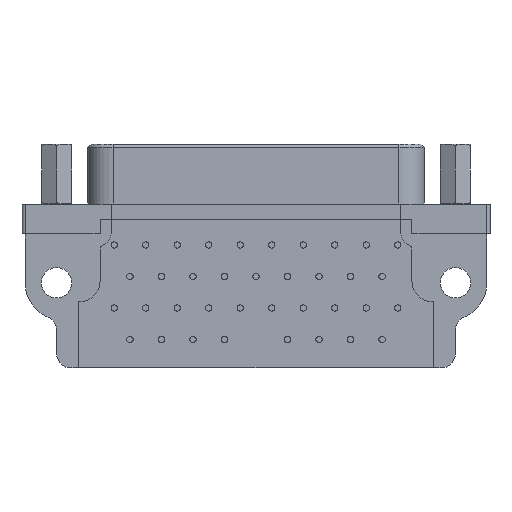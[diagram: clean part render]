
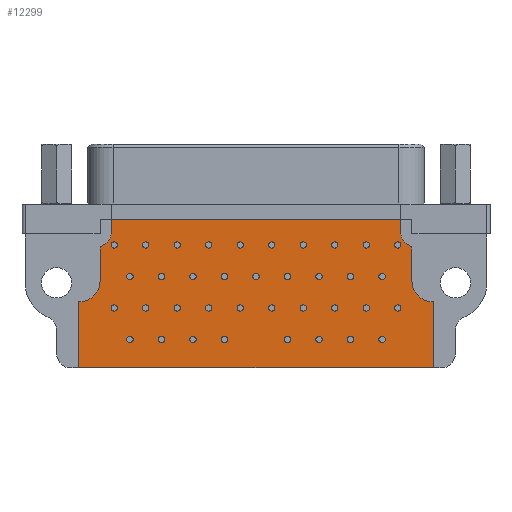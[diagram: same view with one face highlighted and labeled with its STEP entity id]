
A CAD part, front view. The second image highlights one B-rep face of the part: STEP entity #12299.
In plain terms, the highlighted planar face has unit normal (0, -1, 0).
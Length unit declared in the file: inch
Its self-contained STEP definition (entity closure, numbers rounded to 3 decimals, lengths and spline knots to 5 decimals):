
#109 = CARTESIAN_POINT ( 'NONE',  ( 0.49475, 0.025, 0.01877 ) ) ;
#116 = CARTESIAN_POINT ( 'NONE',  ( -0.45975, 0.025, 0.115 ) ) ;
#166 = EDGE_CURVE ( 'NONE', #17962, #16671, #5590, .T. ) ;
#176 = DIRECTION ( 'NONE',  ( 0., 0., -1. ) ) ;
#534 = CARTESIAN_POINT ( 'NONE',  ( -0.45975, 0.025, 0.115 ) ) ;
#616 = VERTEX_POINT ( 'NONE', #13949 ) ;
#735 = ORIENTED_EDGE ( 'NONE', *, *, #10985, .F. ) ;
#1198 = CARTESIAN_POINT ( 'NONE',  ( -0.5625, 0.025, -0.355 ) ) ;
#1548 = VECTOR ( 'NONE', #6220, 39.37008 ) ;
#1814 = AXIS2_PLACEMENT_3D ( 'NONE', #16251, #17743, #3554 ) ;
#1989 = CARTESIAN_POINT ( 'NONE',  ( -0.49475, 0.025, 0.07 ) ) ;
#2154 = CARTESIAN_POINT ( 'NONE',  ( -0.5625, 0.025, -0.355 ) ) ;
#2171 = EDGE_CURVE ( 'NONE', #12307, #15919, #11563, .T. ) ;
#2309 = DIRECTION ( 'NONE',  ( 0., 0., -1. ) ) ;
#2808 = VECTOR ( 'NONE', #18054, 39.37008 ) ;
#2959 = CIRCLE ( 'NONE', #11032, 0.035 ) ;
#3075 = DIRECTION ( 'NONE',  ( 0., 0., -1. ) ) ;
#3124 = ORIENTED_EDGE ( 'NONE', *, *, #7612, .T. ) ;
#3164 = CARTESIAN_POINT ( 'NONE',  ( -0.5625, 0.025, -0.14493 ) ) ;
#3372 = CARTESIAN_POINT ( 'NONE',  ( -0.49475, 0.025, -0.07999 ) ) ;
#3495 = VERTEX_POINT ( 'NONE', #19856 ) ;
#3554 = DIRECTION ( 'NONE',  ( 0., 0., 1. ) ) ;
#3580 = DIRECTION ( 'NONE',  ( 0., -1., 0. ) ) ;
#3582 = ORIENTED_EDGE ( 'NONE', *, *, #20287, .T. ) ;
#3802 = CARTESIAN_POINT ( 'NONE',  ( -0.55975, 0.025, -0.07999 ) ) ;
#3820 = DIRECTION ( 'NONE',  ( 0., 1., 0. ) ) ;
#4507 = VECTOR ( 'NONE', #19713, 39.37008 ) ;
#4981 = DIRECTION ( 'NONE',  ( 1., 0., 0. ) ) ;
#5052 = EDGE_CURVE ( 'NONE', #616, #16429, #7934, .T. ) ;
#5101 = CARTESIAN_POINT ( 'NONE',  ( 0.45975, 0.025, 0.07 ) ) ;
#5202 = CARTESIAN_POINT ( 'NONE',  ( -0.5625, 0.025, -0.14493 ) ) ;
#5590 = CIRCLE ( 'NONE', #10222, 0.02 ) ;
#5734 = CARTESIAN_POINT ( 'NONE',  ( 0.47475, 0.025, 0.01877 ) ) ;
#5800 = DIRECTION ( 'NONE',  ( 0., 0., -1. ) ) ;
#6220 = DIRECTION ( 'NONE',  ( 0., 0., -1. ) ) ;
#6413 = EDGE_CURVE ( 'NONE', #3495, #16315, #18041, .T. ) ;
#6419 = VECTOR ( 'NONE', #4981, 39.37008 ) ;
#6498 = LINE ( 'NONE', #6999, #4507 ) ;
#6926 = VECTOR ( 'NONE', #176, 39.37008 ) ;
#6999 = CARTESIAN_POINT ( 'NONE',  ( 0.45975, 0.025, 0.115 ) ) ;
#7092 = CARTESIAN_POINT ( 'NONE',  ( 0.45975, 0.025, 0.115 ) ) ;
#7545 = DIRECTION ( 'NONE',  ( 0., 0., -1. ) ) ;
#7612 = EDGE_CURVE ( 'NONE', #16671, #8654, #18754, .T. ) ;
#7934 = CIRCLE ( 'NONE', #1814, 0.065 ) ;
#7956 = CARTESIAN_POINT ( 'NONE',  ( 0.5625, 0.025, -0.14493 ) ) ;
#8003 = VECTOR ( 'NONE', #9434, 39.37008 ) ;
#8654 = VERTEX_POINT ( 'NONE', #5101 ) ;
#8836 = CARTESIAN_POINT ( 'NONE',  ( 0.5625, 0.025, -0.355 ) ) ;
#9202 = LINE ( 'NONE', #3372, #6926 ) ;
#9212 = CIRCLE ( 'NONE', #11335, 0.065 ) ;
#9374 = EDGE_CURVE ( 'NONE', #13974, #8654, #6498, .T. ) ;
#9434 = DIRECTION ( 'NONE',  ( 0., 0., 1. ) ) ;
#9531 = ORIENTED_EDGE ( 'NONE', *, *, #17741, .T. ) ;
#9548 = LINE ( 'NONE', #3164, #1548 ) ;
#9776 = VERTEX_POINT ( 'NONE', #18251 ) ;
#10222 = AXIS2_PLACEMENT_3D ( 'NONE', #5734, #20323, #7545 ) ;
#10504 = CARTESIAN_POINT ( 'NONE',  ( -0.45975, 0.025, 0.115 ) ) ;
#10557 = AXIS2_PLACEMENT_3D ( 'NONE', #17771, #3580, #14747 ) ;
#10704 = LINE ( 'NONE', #116, #6419 ) ;
#10932 = EDGE_CURVE ( 'NONE', #16315, #616, #9202, .T. ) ;
#10985 = EDGE_CURVE ( 'NONE', #12307, #13974, #10704, .T. ) ;
#10997 = EDGE_CURVE ( 'NONE', #15919, #3495, #2959, .T. ) ;
#11032 = AXIS2_PLACEMENT_3D ( 'NONE', #1989, #11626, #16400 ) ;
#11039 = CARTESIAN_POINT ( 'NONE',  ( 0.49475, 0.025, 0.07 ) ) ;
#11065 = VECTOR ( 'NONE', #5800, 39.37008 ) ;
#11107 = LINE ( 'NONE', #16109, #13832 ) ;
#11146 = FACE_OUTER_BOUND ( 'NONE', #12752, .T. ) ;
#11186 = VERTEX_POINT ( 'NONE', #15217 ) ;
#11335 = AXIS2_PLACEMENT_3D ( 'NONE', #11659, #3820, #2309 ) ;
#11563 = LINE ( 'NONE', #10504, #11065 ) ;
#11604 = ORIENTED_EDGE ( 'NONE', *, *, #10997, .T. ) ;
#11626 = DIRECTION ( 'NONE',  ( 0., 1., 0. ) ) ;
#11659 = CARTESIAN_POINT ( 'NONE',  ( 0.55975, 0.025, -0.07999 ) ) ;
#11755 = LINE ( 'NONE', #7956, #8003 ) ;
#12299 = ADVANCED_FACE ( 'NONE', ( #11146 ), #13313, .T. ) ;
#12307 = VERTEX_POINT ( 'NONE', #534 ) ;
#12441 = DIRECTION ( 'NONE',  ( 0., 1., 0. ) ) ;
#12752 = EDGE_LOOP ( 'NONE', ( #19664, #9531, #12849, #16323, #18206, #3582, #20369, #3124, #17464, #735, #20216, #11604, #17783, #19491 ) ) ;
#12793 = VERTEX_POINT ( 'NONE', #1198 ) ;
#12849 = ORIENTED_EDGE ( 'NONE', *, *, #17340, .T. ) ;
#13313 = PLANE ( 'NONE',  #15821 ) ;
#13759 = EDGE_CURVE ( 'NONE', #11186, #9776, #9212, .T. ) ;
#13832 = VECTOR ( 'NONE', #14527, 39.37008 ) ;
#13949 = CARTESIAN_POINT ( 'NONE',  ( -0.49475, 0.025, -0.07999 ) ) ;
#13974 = VERTEX_POINT ( 'NONE', #7092 ) ;
#14527 = DIRECTION ( 'NONE',  ( 0., 0., 1. ) ) ;
#14747 = DIRECTION ( 'NONE',  ( 0., 0., 1. ) ) ;
#14759 = DIRECTION ( 'NONE',  ( 0., 0., 1. ) ) ;
#14958 = DIRECTION ( 'NONE',  ( 0., -1., 0. ) ) ;
#15217 = CARTESIAN_POINT ( 'NONE',  ( 0.5625, 0.025, -0.14493 ) ) ;
#15821 = AXIS2_PLACEMENT_3D ( 'NONE', #3802, #14958, #14759 ) ;
#15919 = VERTEX_POINT ( 'NONE', #16582 ) ;
#16109 = CARTESIAN_POINT ( 'NONE',  ( 0.49475, 0.025, -0.07999 ) ) ;
#16251 = CARTESIAN_POINT ( 'NONE',  ( -0.55975, 0.025, -0.07999 ) ) ;
#16315 = VERTEX_POINT ( 'NONE', #19348 ) ;
#16323 = ORIENTED_EDGE ( 'NONE', *, *, #18516, .T. ) ;
#16400 = DIRECTION ( 'NONE',  ( 0., 0., 1. ) ) ;
#16429 = VERTEX_POINT ( 'NONE', #5202 ) ;
#16582 = CARTESIAN_POINT ( 'NONE',  ( -0.45975, 0.025, 0.07 ) ) ;
#16671 = VERTEX_POINT ( 'NONE', #17363 ) ;
#17340 = EDGE_CURVE ( 'NONE', #12793, #19943, #20197, .T. ) ;
#17363 = CARTESIAN_POINT ( 'NONE',  ( 0.48202, 0.025, 0.0374 ) ) ;
#17464 = ORIENTED_EDGE ( 'NONE', *, *, #9374, .F. ) ;
#17741 = EDGE_CURVE ( 'NONE', #16429, #12793, #9548, .T. ) ;
#17743 = DIRECTION ( 'NONE',  ( 0., 1., 0. ) ) ;
#17771 = CARTESIAN_POINT ( 'NONE',  ( -0.47475, 0.025, 0.01877 ) ) ;
#17783 = ORIENTED_EDGE ( 'NONE', *, *, #6413, .T. ) ;
#17962 = VERTEX_POINT ( 'NONE', #109 ) ;
#18041 = CIRCLE ( 'NONE', #10557, 0.02 ) ;
#18054 = DIRECTION ( 'NONE',  ( 1., 0., 0. ) ) ;
#18206 = ORIENTED_EDGE ( 'NONE', *, *, #13759, .T. ) ;
#18251 = CARTESIAN_POINT ( 'NONE',  ( 0.49475, 0.025, -0.07999 ) ) ;
#18513 = AXIS2_PLACEMENT_3D ( 'NONE', #11039, #12441, #3075 ) ;
#18516 = EDGE_CURVE ( 'NONE', #19943, #11186, #11755, .T. ) ;
#18754 = CIRCLE ( 'NONE', #18513, 0.035 ) ;
#19348 = CARTESIAN_POINT ( 'NONE',  ( -0.49475, 0.025, 0.01877 ) ) ;
#19491 = ORIENTED_EDGE ( 'NONE', *, *, #10932, .T. ) ;
#19664 = ORIENTED_EDGE ( 'NONE', *, *, #5052, .T. ) ;
#19713 = DIRECTION ( 'NONE',  ( 0., 0., -1. ) ) ;
#19856 = CARTESIAN_POINT ( 'NONE',  ( -0.48202, 0.025, 0.0374 ) ) ;
#19943 = VERTEX_POINT ( 'NONE', #8836 ) ;
#20197 = LINE ( 'NONE', #2154, #2808 ) ;
#20216 = ORIENTED_EDGE ( 'NONE', *, *, #2171, .T. ) ;
#20287 = EDGE_CURVE ( 'NONE', #9776, #17962, #11107, .T. ) ;
#20323 = DIRECTION ( 'NONE',  ( 0., -1., 0. ) ) ;
#20369 = ORIENTED_EDGE ( 'NONE', *, *, #166, .T. ) ;
